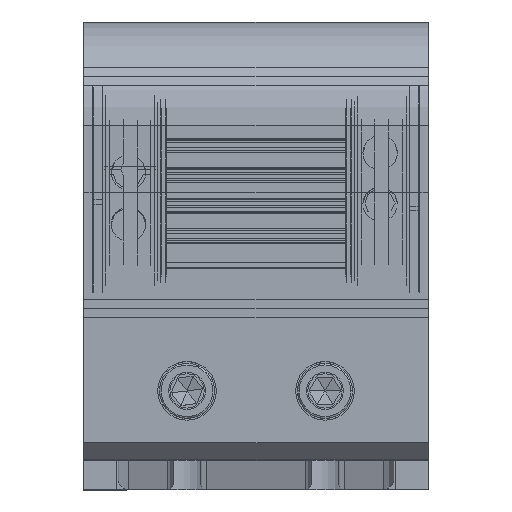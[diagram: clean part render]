
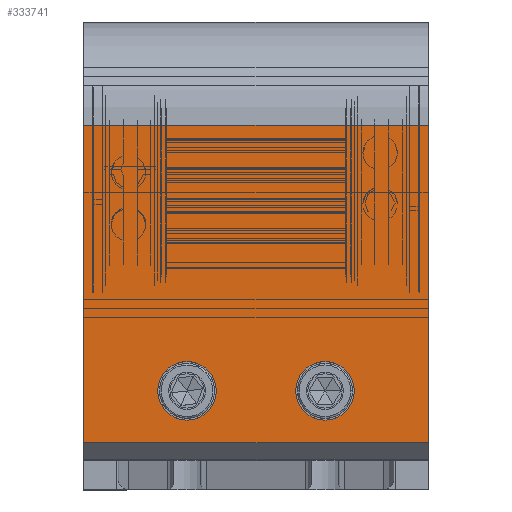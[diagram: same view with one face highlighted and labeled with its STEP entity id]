
A CAD part, top view. The second image highlights one B-rep face of the part: STEP entity #333741.
In plain terms, the highlighted planar face has unit normal (0, 0, 1).
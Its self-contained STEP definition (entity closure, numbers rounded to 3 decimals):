
#19086 = EDGE_CURVE ( 'NONE', #376805, #314080, #191631, .T. ) ;
#19646 = DIRECTION ( 'NONE',  ( -1., 0., 0. ) ) ;
#24644 = LINE ( 'NONE', #150368, #390878 ) ;
#25333 = CARTESIAN_POINT ( 'NONE',  ( 140.158, 218.108, 657.202 ) ) ;
#29172 = DIRECTION ( 'NONE',  ( 0., 0., 1. ) ) ;
#29189 = ORIENTED_EDGE ( 'NONE', *, *, #19086, .F. ) ;
#35601 = EDGE_LOOP ( 'NONE', ( #349663, #322962 ) ) ;
#37498 = EDGE_CURVE ( 'NONE', #113275, #383250, #221714, .T. ) ;
#39528 = ORIENTED_EDGE ( 'NONE', *, *, #37498, .F. ) ;
#45925 = DIRECTION ( 'NONE',  ( 0., 0., 1. ) ) ;
#48851 = DIRECTION ( 'NONE',  ( -1., 0., 0. ) ) ;
#58680 = FACE_BOUND ( 'NONE', #264853, .T. ) ;
#66503 = ORIENTED_EDGE ( 'NONE', *, *, #215772, .T. ) ;
#68089 = DIRECTION ( 'NONE',  ( 1., 0., 0. ) ) ;
#79472 = CARTESIAN_POINT ( 'NONE',  ( 171.658, 218.108, 657.202 ) ) ;
#84947 = AXIS2_PLACEMENT_3D ( 'NONE', #132871, #157668, #163708 ) ;
#88739 = CARTESIAN_POINT ( 'NONE',  ( 201.658, 203.108, 657.202 ) ) ;
#92917 = DIRECTION ( 'NONE',  ( 0., 0., 1. ) ) ;
#99468 = VECTOR ( 'NONE', #19646, 1000. ) ;
#100147 = CARTESIAN_POINT ( 'NONE',  ( 101.658, 295.108, 657.202 ) ) ;
#111303 = CARTESIAN_POINT ( 'NONE',  ( 201.658, 203.108, 657.202 ) ) ;
#113275 = VERTEX_POINT ( 'NONE', #282436 ) ;
#116473 = LINE ( 'NONE', #147380, #99468 ) ;
#116612 = FACE_BOUND ( 'NONE', #35601, .T. ) ;
#132871 = CARTESIAN_POINT ( 'NONE',  ( 201.658, 203.108, 657.202 ) ) ;
#142894 = DIRECTION ( 'NONE',  ( 1., 0., 0. ) ) ;
#145666 = EDGE_LOOP ( 'NONE', ( #66503, #295010, #29189, #340355 ) ) ;
#147380 = CARTESIAN_POINT ( 'NONE',  ( 201.658, 203.108, 657.202 ) ) ;
#150368 = CARTESIAN_POINT ( 'NONE',  ( 101.658, 203.108, 657.202 ) ) ;
#154976 = DIRECTION ( 'NONE',  ( 1., 0., 0. ) ) ;
#157668 = DIRECTION ( 'NONE',  ( 0., 0., -1. ) ) ;
#157943 = AXIS2_PLACEMENT_3D ( 'NONE', #374902, #92917, #68089 ) ;
#162153 = VERTEX_POINT ( 'NONE', #207965 ) ;
#163708 = DIRECTION ( 'NONE',  ( 0., 1., 0. ) ) ;
#183749 = AXIS2_PLACEMENT_3D ( 'NONE', #391887, #45925, #142894 ) ;
#184500 = FACE_OUTER_BOUND ( 'NONE', #145666, .T. ) ;
#191631 = LINE ( 'NONE', #88739, #209849 ) ;
#201150 = DIRECTION ( 'NONE',  ( 1., 0., 0. ) ) ;
#207965 = CARTESIAN_POINT ( 'NONE',  ( 123.158, 218.108, 657.202 ) ) ;
#209849 = VECTOR ( 'NONE', #247155, 1000. ) ;
#210217 = EDGE_CURVE ( 'NONE', #302950, #162153, #216974, .T. ) ;
#213070 = CIRCLE ( 'NONE', #318174, 8.5 ) ;
#213672 = LINE ( 'NONE', #240393, #228608 ) ;
#215772 = EDGE_CURVE ( 'NONE', #319626, #262394, #24644, .T. ) ;
#216974 = CIRCLE ( 'NONE', #157943, 8.5 ) ;
#221714 = CIRCLE ( 'NONE', #287605, 8.5 ) ;
#228608 = VECTOR ( 'NONE', #48851, 1000. ) ;
#236261 = CIRCLE ( 'NONE', #183749, 8.5 ) ;
#240393 = CARTESIAN_POINT ( 'NONE',  ( 201.658, 295.108, 657.202 ) ) ;
#240598 = ORIENTED_EDGE ( 'NONE', *, *, #280476, .F. ) ;
#247155 = DIRECTION ( 'NONE',  ( 0., -1., 0. ) ) ;
#262394 = VERTEX_POINT ( 'NONE', #275649 ) ;
#264853 = EDGE_LOOP ( 'NONE', ( #240598, #39528 ) ) ;
#270522 = EDGE_CURVE ( 'NONE', #162153, #302950, #236261, .T. ) ;
#275649 = CARTESIAN_POINT ( 'NONE',  ( 101.658, 203.108, 657.202 ) ) ;
#280096 = CARTESIAN_POINT ( 'NONE',  ( 201.658, 295.108, 657.202 ) ) ;
#280476 = EDGE_CURVE ( 'NONE', #383250, #113275, #213070, .T. ) ;
#282436 = CARTESIAN_POINT ( 'NONE',  ( 163.158, 218.108, 657.202 ) ) ;
#284625 = CARTESIAN_POINT ( 'NONE',  ( 171.658, 218.108, 657.202 ) ) ;
#287605 = AXIS2_PLACEMENT_3D ( 'NONE', #284625, #29172, #154976 ) ;
#293423 = EDGE_CURVE ( 'NONE', #314080, #262394, #116473, .T. ) ;
#295010 = ORIENTED_EDGE ( 'NONE', *, *, #293423, .F. ) ;
#302950 = VERTEX_POINT ( 'NONE', #25333 ) ;
#309996 = PLANE ( 'NONE',  #84947 ) ;
#314080 = VERTEX_POINT ( 'NONE', #111303 ) ;
#318174 = AXIS2_PLACEMENT_3D ( 'NONE', #79472, #326529, #201150 ) ;
#318645 = CARTESIAN_POINT ( 'NONE',  ( 180.158, 218.108, 657.202 ) ) ;
#319626 = VERTEX_POINT ( 'NONE', #100147 ) ;
#322962 = ORIENTED_EDGE ( 'NONE', *, *, #270522, .F. ) ;
#326529 = DIRECTION ( 'NONE',  ( 0., 0., 1. ) ) ;
#333741 = ADVANCED_FACE ( 'NONE', ( #116612, #58680, #184500 ), #309996, .F. ) ;
#340355 = ORIENTED_EDGE ( 'NONE', *, *, #366794, .T. ) ;
#349663 = ORIENTED_EDGE ( 'NONE', *, *, #210217, .F. ) ;
#366794 = EDGE_CURVE ( 'NONE', #376805, #319626, #213672, .T. ) ;
#374902 = CARTESIAN_POINT ( 'NONE',  ( 131.658, 218.108, 657.202 ) ) ;
#376805 = VERTEX_POINT ( 'NONE', #280096 ) ;
#383250 = VERTEX_POINT ( 'NONE', #318645 ) ;
#390878 = VECTOR ( 'NONE', #401367, 1000. ) ;
#391887 = CARTESIAN_POINT ( 'NONE',  ( 131.658, 218.108, 657.202 ) ) ;
#401367 = DIRECTION ( 'NONE',  ( 0., -1., 0. ) ) ;
